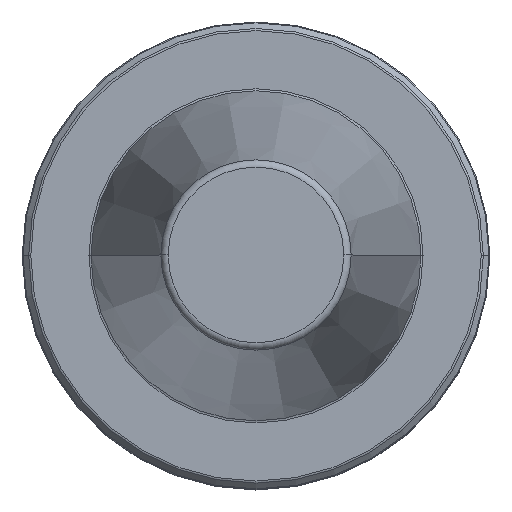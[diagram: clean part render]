
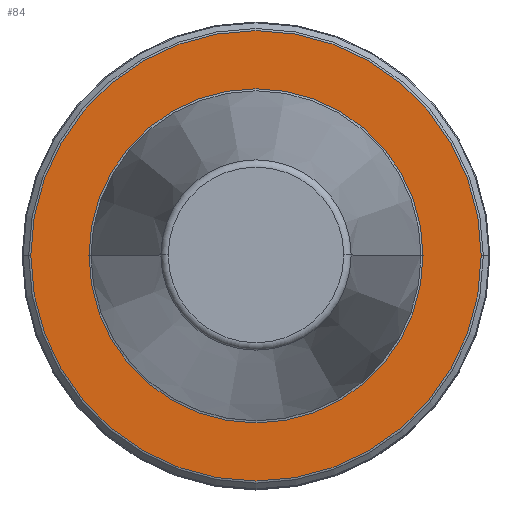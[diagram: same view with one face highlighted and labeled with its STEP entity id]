
A CAD part, top view. The second image highlights one B-rep face of the part: STEP entity #84.
In plain terms, the highlighted planar face has unit normal (0, 0, 1).
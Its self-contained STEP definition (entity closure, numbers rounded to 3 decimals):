
#33 = VERTEX_POINT ( 'NONE', #898 ) ;
#49 = DIRECTION ( 'NONE',  ( 1., 0., 0. ) ) ;
#84 = ADVANCED_FACE ( 'NONE', ( #1582, #1534 ), #341, .T. ) ;
#147 = DIRECTION ( 'NONE',  ( 0., 0., 1. ) ) ;
#242 = DIRECTION ( 'NONE',  ( 0., 0., 1. ) ) ;
#341 = PLANE ( 'NONE',  #1315 ) ;
#377 = CARTESIAN_POINT ( 'NONE',  ( -22.5, 0., -2. ) ) ;
#390 = EDGE_CURVE ( 'NONE', #33, #2047, #1734, .T. ) ;
#501 = DIRECTION ( 'NONE',  ( 0., 0., 1. ) ) ;
#534 = CIRCLE ( 'NONE', #1628, 30.334 ) ;
#621 = CIRCLE ( 'NONE', #1351, 22.5 ) ;
#665 = CARTESIAN_POINT ( 'NONE',  ( 22.5, 0., -2. ) ) ;
#733 = CARTESIAN_POINT ( 'NONE',  ( 0., 0., -2. ) ) ;
#896 = DIRECTION ( 'NONE',  ( 1., 0., 0. ) ) ;
#898 = CARTESIAN_POINT ( 'NONE',  ( -30.334, 0., -2. ) ) ;
#990 = DIRECTION ( 'NONE',  ( 0., 0., 1. ) ) ;
#1046 = DIRECTION ( 'NONE',  ( 1., 0., 0. ) ) ;
#1092 = CARTESIAN_POINT ( 'NONE',  ( 0., 0., -2. ) ) ;
#1120 = CARTESIAN_POINT ( 'NONE',  ( 0., 0., -2. ) ) ;
#1238 = VERTEX_POINT ( 'NONE', #665 ) ;
#1251 = DIRECTION ( 'NONE',  ( 1., 0., 0. ) ) ;
#1303 = CARTESIAN_POINT ( 'NONE',  ( 30.334, 0., -2. ) ) ;
#1315 = AXIS2_PLACEMENT_3D ( 'NONE', #1120, #990, #49 ) ;
#1337 = AXIS2_PLACEMENT_3D ( 'NONE', #1990, #242, #1046 ) ;
#1340 = ORIENTED_EDGE ( 'NONE', *, *, #1422, .F. ) ;
#1351 = AXIS2_PLACEMENT_3D ( 'NONE', #1092, #147, #1251 ) ;
#1422 = EDGE_CURVE ( 'NONE', #2061, #1238, #621, .T. ) ;
#1446 = CARTESIAN_POINT ( 'NONE',  ( 0., 0., -2. ) ) ;
#1473 = ORIENTED_EDGE ( 'NONE', *, *, #390, .T. ) ;
#1534 = FACE_BOUND ( 'NONE', #1593, .T. ) ;
#1582 = FACE_OUTER_BOUND ( 'NONE', #2042, .T. ) ;
#1593 = EDGE_LOOP ( 'NONE', ( #1684, #1340 ) ) ;
#1615 = DIRECTION ( 'NONE',  ( 1., 0., 0. ) ) ;
#1628 = AXIS2_PLACEMENT_3D ( 'NONE', #1446, #501, #1615 ) ;
#1632 = ORIENTED_EDGE ( 'NONE', *, *, #1911, .T. ) ;
#1684 = ORIENTED_EDGE ( 'NONE', *, *, #1753, .F. ) ;
#1734 = CIRCLE ( 'NONE', #1337, 30.334 ) ;
#1753 = EDGE_CURVE ( 'NONE', #1238, #2061, #1876, .T. ) ;
#1856 = DIRECTION ( 'NONE',  ( 0., 0., 1. ) ) ;
#1876 = CIRCLE ( 'NONE', #1991, 22.5 ) ;
#1911 = EDGE_CURVE ( 'NONE', #2047, #33, #534, .T. ) ;
#1990 = CARTESIAN_POINT ( 'NONE',  ( 0., 0., -2. ) ) ;
#1991 = AXIS2_PLACEMENT_3D ( 'NONE', #733, #1856, #896 ) ;
#2042 = EDGE_LOOP ( 'NONE', ( #1632, #1473 ) ) ;
#2047 = VERTEX_POINT ( 'NONE', #1303 ) ;
#2061 = VERTEX_POINT ( 'NONE', #377 ) ;
